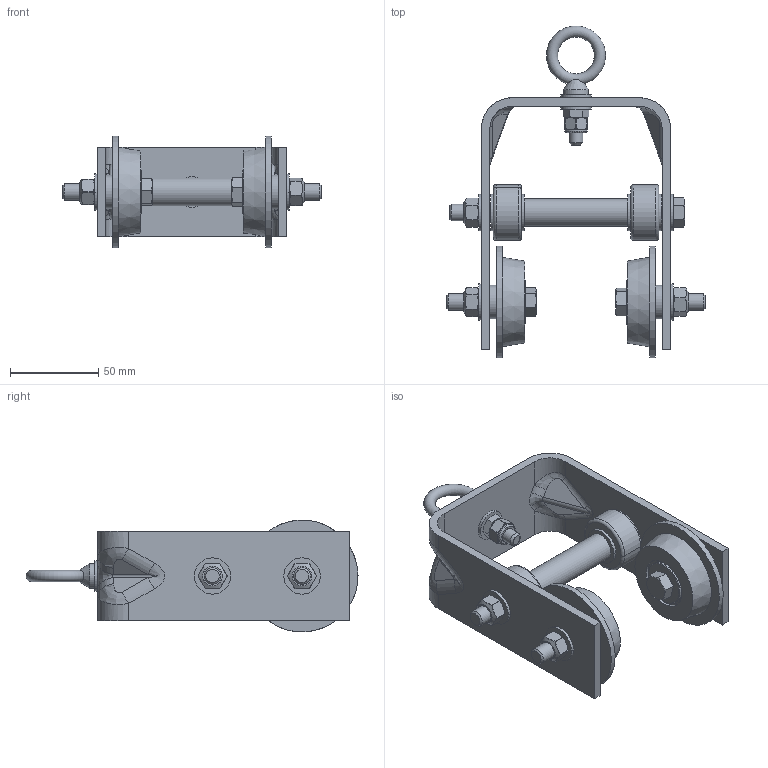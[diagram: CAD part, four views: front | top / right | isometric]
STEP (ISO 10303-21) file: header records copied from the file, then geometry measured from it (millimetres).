
FILE_DESCRIPTION((''),'2;1');
FILE_NAME('10135.stp','2009-10-16T07:16:00',('jholman'),(''),'Autodesk Inventor 2009','Autodesk Inventor 2009','');
FILE_SCHEMA(('AUTOMOTIVE_DESIGN { 1 0 10303 214 1 1 1 1 }'));
Length unit declared in the file: inch
Products named in the file (18): 3D11KWB4C; 3D11JWB4C; 3D11LWB4B; 3D11QVB4B; 3D11V6B4B; 3D1196B4A; 3D1153B4A; Hex Bolt - UNC (Regular Thread - Inch) 3/8-16 UNC - 1.75; 3D11L7B4B; 3D11K3B4A; 3D11GWB4A; 3D11X6B4A; Hex Jam Nut - UNC (Regular Thread - Inch) 5/16 - 18; Shoulder Pattern 2-A - UNC (Regular Thread - Inch) 5/16 - 18. Shoulder Pattern Type 2 - Style A; Type A - Plain Washer (Inch) 5/16 - narrow - Type A; Hex Nut - UNC (Regular Thread - Inch) 5/16 - 18; Hex Nut - UNC (Regular Thread - Inch) 3/8 - 16; Hex Bolt - UNC (Regular Thread - Inch) 3/8-16 UNC - 4.5
Assembly tree (30 placements, depth 3):
  3D11KWB4C
    3D11JWB4C
    3D11LWB4B  x2
      3D11QVB4B
      3D11V6B4B
      3D1196B4A
      3D1153B4A
      Hex Bolt - UNC (Regular Thread - Inch) 3/8-16 UNC - 1.75
      3D11L7B4B
      3D11K3B4A
    3D1153B4A  x8
    3D11GWB4A
    3D11X6B4A  x2
    Hex Jam Nut - UNC (Regular Thread - Inch) 5/16 - 18
    Shoulder Pattern 2-A - UNC (Regular Thread - Inch) 5/16 - 18. Shoulder Pattern Type 2 - Style A
    Type A - Plain Washer (Inch) 5/16 - narrow - Type A  x2
    Hex Nut - UNC (Regular Thread - Inch) 5/16 - 18
    Hex Nut - UNC (Regular Thread - Inch) 3/8 - 16  x3
    Hex Bolt - UNC (Regular Thread - Inch) 3/8-16 UNC - 4.5
Bounding box: 146.66 x 188.39 x 63.5 mm (x, y, z)
Volume: 214126.1 mm3; surface area: 104162 mm2
Topology: 35 solids, 35 shells, 791 faces, 1725 edges, 973 vertices
Faces by surface type: bspline 221, cylinder 179, plane 167, cone 92, sphere 76, torus 56
Full cylindrical faces by diameter (mm): 6.502 x1, 7.938 x2, 8.738 x2, 9.525 x3, 9.855 x3, 9.922 x2, 12.7 x1, 14.224 x1, 14.288 x3, 15.875 x1, 17.475 x2, 19.05 x2, 23.813 x2, 25.4 x2, 28.6 x2, 28.626 x4, 30.404 x2, 63.5 x2
Entity records: 19978 total; most frequent: CARTESIAN_POINT 9885, ORIENTED_EDGE 1998, DIRECTION 1826, EDGE_CURVE 999, AXIS2_PLACEMENT_3D 821, VERTEX_POINT 613, EDGE_LOOP 582, FACE_OUTER_BOUND 482
